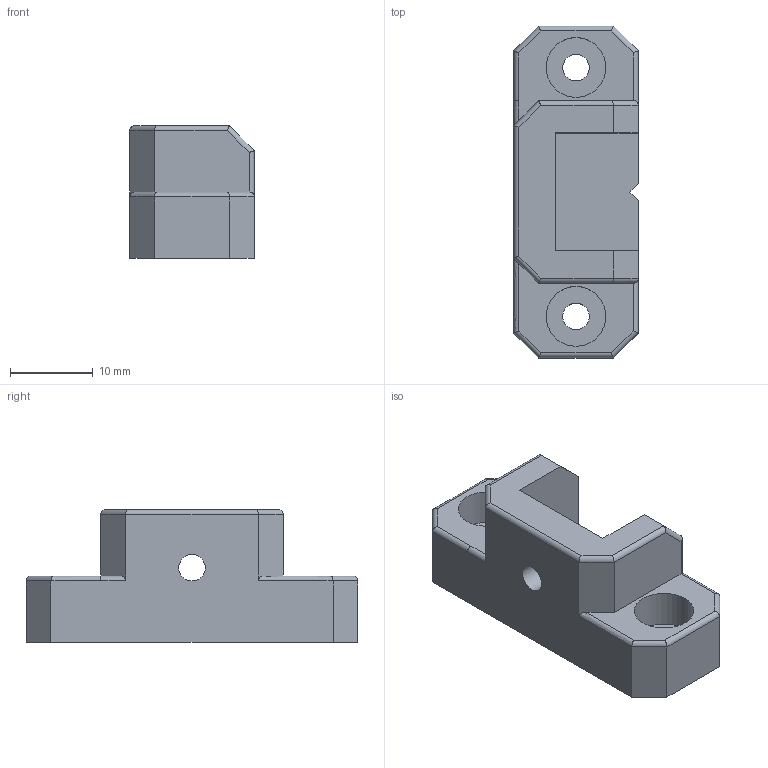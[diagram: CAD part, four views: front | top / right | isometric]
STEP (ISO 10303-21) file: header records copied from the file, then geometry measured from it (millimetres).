
FILE_DESCRIPTION(('FreeCAD Model'),'2;1');
FILE_NAME('Open CASCADE Shape Model','2024-05-25T10:38:53',(''),(''), 'Open CASCADE STEP processor 7.6','FreeCAD','Unknown');
FILE_SCHEMA(('AUTOMOTIVE_DESIGN { 1 0 10303 214 1 1 1 1 }'));
Length unit declared in the file: millimetre
Products named in the file (1): y-motor-idler
Bounding box: 15 x 40 x 16 mm (x, y, z)
Volume: 4726.3 mm3; surface area: 3043.1 mm2
Topology: 1 solids, 1 shells, 52 faces, 128 edges, 80 vertices
Faces by surface type: plane 27, cylinder 24, bspline 1
Full cylindrical faces by diameter (mm): 3.2 x3, 7.2 x2
Entity records: 3469 total; most frequent: CARTESIAN_POINT 938, DIRECTION 441, LINE 275, VECTOR 275, ORIENTED_EDGE 256, PCURVE 256, DEFINITIONAL_REPRESENTATION 256, EDGE_CURVE 128
